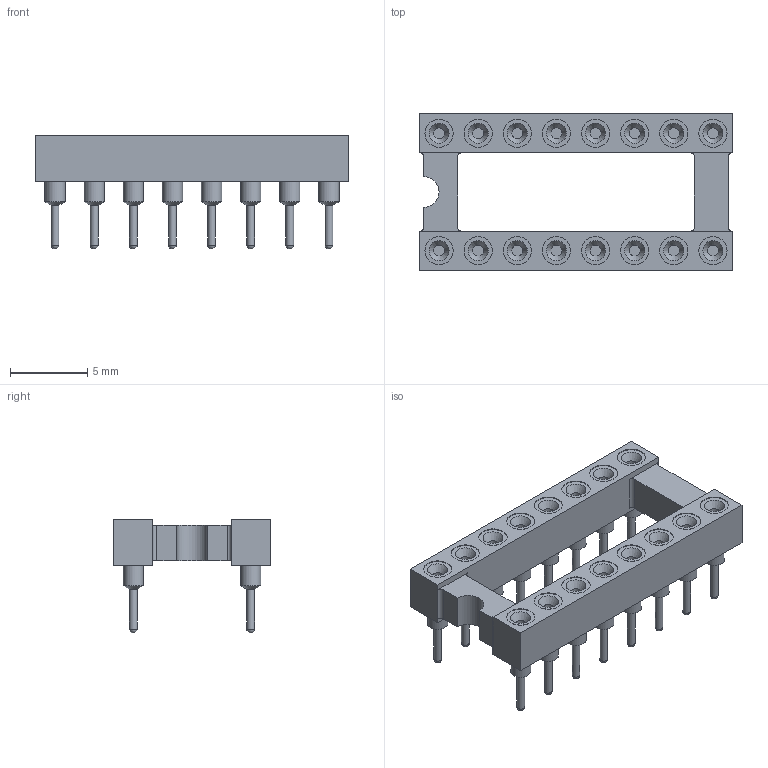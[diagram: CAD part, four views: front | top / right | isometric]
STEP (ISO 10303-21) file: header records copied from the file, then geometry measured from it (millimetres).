
FILE_DESCRIPTION(('STEP AP214'), '1');
FILE_NAME('DIP_panel', '2018-05-05T21:06:26', ('Chugay'), (''), 'ASCON STEP Converter 1.3', 'ASCON Math Kernel', '');
FILE_SCHEMA(('AUTOMOTIVE_DESIGN { 1 0 10303 214 3 1 1}'));
Length unit declared in the file: millimetre
Bounding box: 20.32 x 10.16 x 7.4 mm (x, y, z)
Volume: 376.3 mm3; surface area: 801 mm2
Topology: 1 solids, 1 shells, 174 faces, 350 edges, 212 vertices
Faces by surface type: cylinder 73, plane 53, cone 32, sphere 16
Full cylindrical faces by diameter (mm): 0.5 x16, 0.723 x16, 1.32 x16, 1.83 x16
Entity records: 5240 total; most frequent: DIRECTION 734, CARTESIAN_POINT 593, ORIENTED_EDGE 444, AXIS2_PLACEMENT_3D 337, EDGE_LOOP 322, EDGE_CURVE 222, FACE_OUTER_BOUND 208, VERTEX_POINT 196
